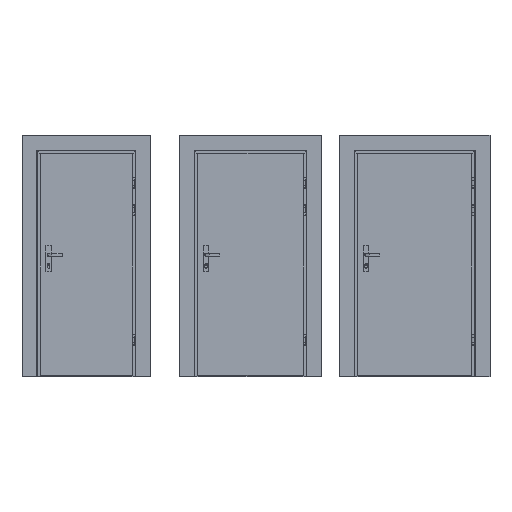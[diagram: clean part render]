
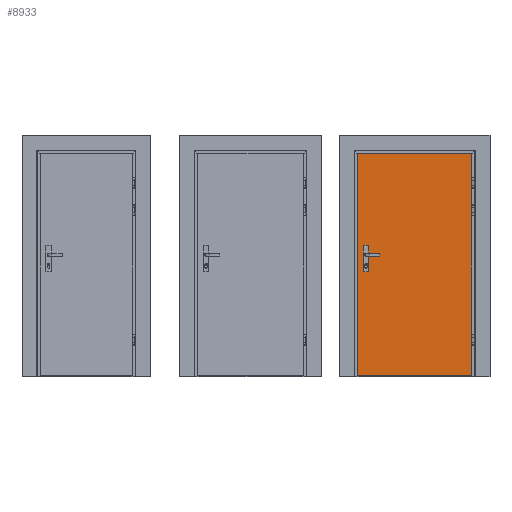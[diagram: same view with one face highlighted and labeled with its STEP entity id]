
A CAD part, front view. The second image highlights one B-rep face of the part: STEP entity #8933.
In plain terms, the highlighted planar face has unit normal (0, -1, 0).
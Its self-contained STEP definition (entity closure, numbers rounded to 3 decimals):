
#4081=FACE_BOUND('',#16783,.T.);
#4082=FACE_BOUND('',#16784,.T.);
#5199=CIRCLE('',#59112,98.321);
#5200=CIRCLE('',#59113,98.321);
#8933=ADVANCED_FACE('',(#4081,#4082),#10710,.T.);
#10710=PLANE('',#59114);
#16783=EDGE_LOOP('',(#30914,#30915,#30916,#30917));
#16784=EDGE_LOOP('',(#30918,#30919,#30920,#30921));
#30914=ORIENTED_EDGE('',*,*,#44654,.T.);
#30915=ORIENTED_EDGE('',*,*,#44655,.T.);
#30916=ORIENTED_EDGE('',*,*,#44656,.T.);
#30917=ORIENTED_EDGE('',*,*,#44657,.T.);
#30918=ORIENTED_EDGE('',*,*,#44615,.F.);
#30919=ORIENTED_EDGE('',*,*,#44652,.F.);
#30920=ORIENTED_EDGE('',*,*,#44636,.F.);
#30921=ORIENTED_EDGE('',*,*,#44647,.F.);
#37221=VERTEX_POINT('',#98301);
#37222=VERTEX_POINT('',#98303);
#37237=VERTEX_POINT('',#98344);
#37238=VERTEX_POINT('',#98346);
#37246=VERTEX_POINT('',#98380);
#37247=VERTEX_POINT('',#98381);
#37248=VERTEX_POINT('',#98383);
#37249=VERTEX_POINT('',#98385);
#44615=EDGE_CURVE('',#37221,#37222,#49870,.T.);
#44636=EDGE_CURVE('',#37237,#37238,#49891,.T.);
#44647=EDGE_CURVE('',#37222,#37237,#49902,.T.);
#44652=EDGE_CURVE('',#37238,#37221,#49905,.T.);
#44654=EDGE_CURVE('',#37246,#37247,#49907,.T.);
#44655=EDGE_CURVE('',#37247,#37248,#5199,.T.);
#44656=EDGE_CURVE('',#37248,#37249,#49908,.T.);
#44657=EDGE_CURVE('',#37249,#37246,#5200,.T.);
#49870=LINE('',#98302,#55069);
#49891=LINE('',#98345,#55090);
#49902=LINE('',#98364,#55101);
#49905=LINE('',#98375,#55104);
#49907=LINE('',#98379,#55106);
#49908=LINE('',#98384,#55107);
#55069=VECTOR('',#70890,1.);
#55090=VECTOR('',#70923,1.);
#55101=VECTOR('',#70942,1.);
#55104=VECTOR('',#70953,1.);
#55106=VECTOR('',#70959,1.);
#55107=VECTOR('',#70962,1.);
#59112=AXIS2_PLACEMENT_3D('',#98382,#70960,#70961);
#59113=AXIS2_PLACEMENT_3D('',#98386,#70963,#70964);
#59114=AXIS2_PLACEMENT_3D('',#98387,#70965,#70966);
#70890=DIRECTION('',(0.,0.,1.));
#70923=DIRECTION('',(0.,0.,-1.));
#70942=DIRECTION('',(1.,0.,0.));
#70953=DIRECTION('',(-1.,0.,0.));
#70959=DIRECTION('',(0.,0.,-1.));
#70960=DIRECTION('',(0.,1.,0.));
#70961=DIRECTION('',(-1.,0.,0.));
#70962=DIRECTION('',(0.,0.,1.));
#70963=DIRECTION('',(0.,1.,0.));
#70964=DIRECTION('',(-1.,0.,0.));
#70965=DIRECTION('',(0.,-1.,0.));
#70966=DIRECTION('',(0.,0.,-1.));
#98301=CARTESIAN_POINT('',(2478.,-49.,2.));
#98302=CARTESIAN_POINT('',(2478.,-49.,-15.));
#98303=CARTESIAN_POINT('',(2478.,-49.,2030.));
#98344=CARTESIAN_POINT('',(3522.,-49.,2030.));
#98345=CARTESIAN_POINT('',(3522.,-49.,-15.));
#98346=CARTESIAN_POINT('',(3522.,-49.,2.));
#98364=CARTESIAN_POINT('',(2553.,-49.,2030.));
#98375=CARTESIAN_POINT('',(2553.,-49.,2.));
#98379=CARTESIAN_POINT('',(2582.,-49.,1186.5));
#98380=CARTESIAN_POINT('',(2582.,-49.,1186.5));
#98381=CARTESIAN_POINT('',(2582.,-49.,951.5));
#98382=CARTESIAN_POINT('',(2556.,-49.,1046.321));
#98383=CARTESIAN_POINT('',(2530.,-49.,951.5));
#98384=CARTESIAN_POINT('',(2530.,-49.,951.5));
#98385=CARTESIAN_POINT('',(2530.,-49.,1186.5));
#98386=CARTESIAN_POINT('',(2556.,-49.,1091.679));
#98387=CARTESIAN_POINT('',(3000.,-49.,0.));
